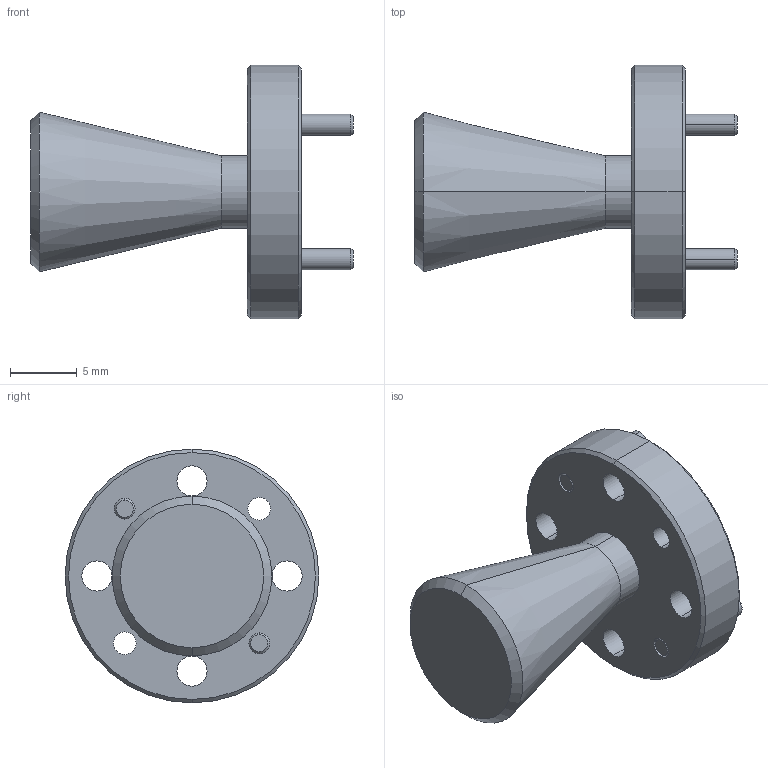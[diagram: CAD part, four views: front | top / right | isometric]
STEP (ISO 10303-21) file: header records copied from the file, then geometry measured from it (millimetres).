
FILE_DESCRIPTION (( 'STEP AP203' ), '1' );
FILE_NAME ('AC-RV15-141-A.STEP', '2022-03-10T18:07:00', ( '' ), ( '' ), 'SwSTEP 2.0', 'SolidWorks 2021', '' );
FILE_SCHEMA (( 'CONFIG_CONTROL_DESIGN' ));
Length unit declared in the file: inch
Products named in the file (1): AC-RV15-141-A
Bounding box: 24.19 x 19.05 x 19.05 mm (x, y, z)
Volume: 1951.8 mm3; surface area: 1584.2 mm2
Topology: 3 solids, 3 shells, 80 faces, 186 edges, 116 vertices
Faces by surface type: cylinder 38, cone 24, plane 18
Entity records: 2413 total; most frequent: DIRECTION 456, CARTESIAN_POINT 383, ORIENTED_EDGE 372, AXIS2_PLACEMENT_3D 189, EDGE_CURVE 186, VERTEX_POINT 116, CIRCLE 108, EDGE_LOOP 100
